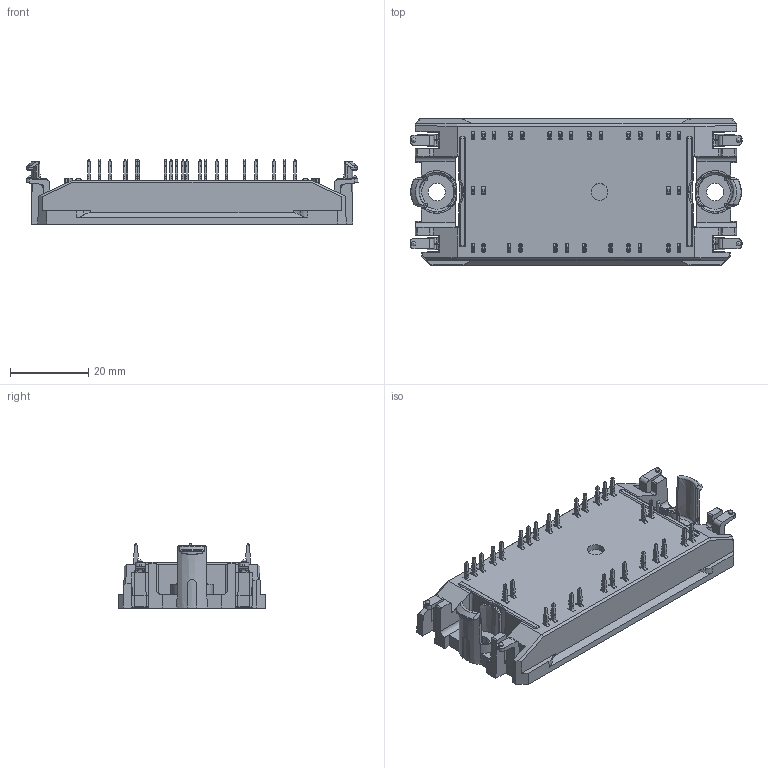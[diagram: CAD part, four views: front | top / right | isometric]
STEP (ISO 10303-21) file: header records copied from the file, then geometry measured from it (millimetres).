
FILE_DESCRIPTION(/* description */ ('Unknown'),/* implementation_level */ '2;1');
FILE_NAME(/* name */ 'Flow1-2C12TB-P820(310)-01-OL',/* time_stamp */ '2018-02-12T09:11:44+01:00',/* author */ ('Unknown'),/* organization */ ('Unknown'),/* preprocessor_version */ 'ST-DEVELOPER v16.7',/* originating_system */ 'DEX',/* authorisation */ $);
FILE_SCHEMA (('AUTOMOTIVE_DESIGN {1 0 10303 214 3 1 1}'));
Products named in the file (1): Flow1-2C12TB-P820-01-OL
Bounding box: 84.63 x 37.4 x 16.43 mm (x, y, z)
Volume: 27354.8 mm3; surface area: 12392.3 mm2
Topology: 1 solids, 1 shells, 1840 faces, 4992 edges, 3189 vertices
Faces by surface type: plane 1034, cylinder 547, cone 146, bspline 81, sphere 20, torus 12
Full cylindrical faces by diameter (mm): 1.1 x4, 4.3 x1, 4.4 x2
Entity records: 71199 total; most frequent: CARTESIAN_POINT 11966, ORIENTED_EDGE 9864, DIRECTION 9520, EDGE_CURVE 4932, LINE 3320, VECTOR 3320, VERTEX_POINT 3178, AXIS2_PLACEMENT_3D 3100
